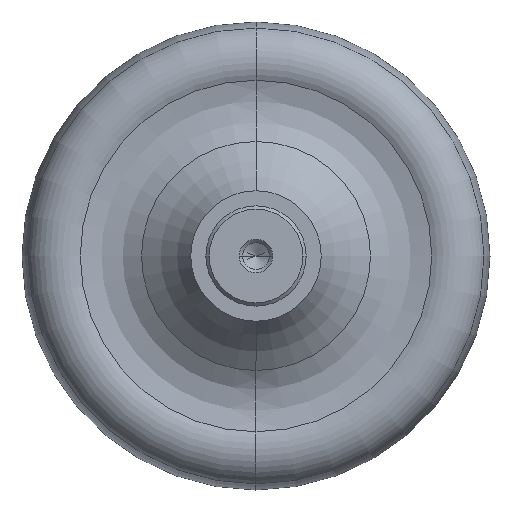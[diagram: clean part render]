
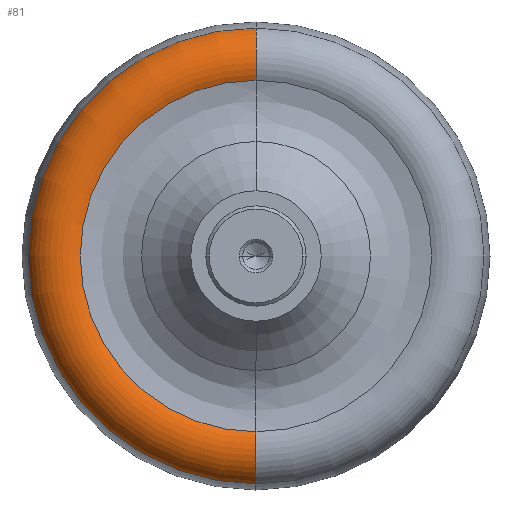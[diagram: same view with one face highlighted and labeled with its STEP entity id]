
A CAD part, left-side view. The second image highlights one B-rep face of the part: STEP entity #81.
In plain terms, the highlighted toroidal (fillet/blend) face has major radius 58 mm and minor radius 11 mm.
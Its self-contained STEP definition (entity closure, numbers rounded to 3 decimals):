
#81 = ADVANCED_FACE( '', ( #122 ), #123, .T. );
#122 = FACE_OUTER_BOUND( '', #193, .T. );
#123 = TOROIDAL_SURFACE( '', #194, 58., 11. );
#193 = EDGE_LOOP( '', ( #295, #296, #297, #298, #299, #300 ) );
#194 = AXIS2_PLACEMENT_3D( '', #301, #302, #303 );
#295 = ORIENTED_EDGE( '', *, *, #529, .F. );
#296 = ORIENTED_EDGE( '', *, *, #530, .T. );
#297 = ORIENTED_EDGE( '', *, *, #531, .T. );
#298 = ORIENTED_EDGE( '', *, *, #532, .F. );
#299 = ORIENTED_EDGE( '', *, *, #533, .F. );
#300 = ORIENTED_EDGE( '', *, *, #534, .F. );
#301 = CARTESIAN_POINT( '', ( 36., 0., 0. ) );
#302 = DIRECTION( '', ( -1., 0., 0. ) );
#303 = DIRECTION( '', ( 0., 0., 1. ) );
#529 = EDGE_CURVE( '', #623, #620, #624, .T. );
#530 = EDGE_CURVE( '', #623, #625, #626, .T. );
#531 = EDGE_CURVE( '', #625, #627, #628, .T. );
#532 = EDGE_CURVE( '', #618, #627, #629, .T. );
#533 = EDGE_CURVE( '', #630, #618, #631, .T. );
#534 = EDGE_CURVE( '', #620, #630, #632, .T. );
#618 = VERTEX_POINT( '', #747 );
#620 = VERTEX_POINT( '', #749 );
#623 = VERTEX_POINT( '', #752 );
#624 = CIRCLE( '', #753, 11. );
#625 = VERTEX_POINT( '', #754 );
#626 = CIRCLE( '', #755, 68.159 );
#627 = VERTEX_POINT( '', #756 );
#628 = CIRCLE( '', #757, 68.159 );
#629 = CIRCLE( '', #758, 11. );
#630 = VERTEX_POINT( '', #759 );
#631 = CIRCLE( '', #760, 52.566 );
#632 = CIRCLE( '', #761, 52.566 );
#747 = CARTESIAN_POINT( '', ( 26.436, 0., -52.566 ) );
#749 = CARTESIAN_POINT( '', ( 26.436, 0., 52.566 ) );
#752 = CARTESIAN_POINT( '', ( 31.782, 0., 68.159 ) );
#753 = AXIS2_PLACEMENT_3D( '', #900, #901, #902 );
#754 = CARTESIAN_POINT( '', ( 31.782, 68.159, 0. ) );
#755 = AXIS2_PLACEMENT_3D( '', #903, #904, #905 );
#756 = CARTESIAN_POINT( '', ( 31.782, 0., -68.159 ) );
#757 = AXIS2_PLACEMENT_3D( '', #906, #907, #908 );
#758 = AXIS2_PLACEMENT_3D( '', #909, #910, #911 );
#759 = CARTESIAN_POINT( '', ( 26.436, 52.566, 0. ) );
#760 = AXIS2_PLACEMENT_3D( '', #912, #913, #914 );
#761 = AXIS2_PLACEMENT_3D( '', #915, #916, #917 );
#900 = CARTESIAN_POINT( '', ( 36., 0., 58. ) );
#901 = DIRECTION( '', ( 0., -1., 0. ) );
#902 = DIRECTION( '', ( 0., 0., 1. ) );
#903 = CARTESIAN_POINT( '', ( 31.782, 0., 0. ) );
#904 = DIRECTION( '', ( -1., 0., 0. ) );
#905 = DIRECTION( '', ( 0., 1., 0. ) );
#906 = CARTESIAN_POINT( '', ( 31.782, 0., 0. ) );
#907 = DIRECTION( '', ( -1., 0., 0. ) );
#908 = DIRECTION( '', ( 0., 1., 0. ) );
#909 = CARTESIAN_POINT( '', ( 36., 0., -58. ) );
#910 = DIRECTION( '', ( 0., -1., 0. ) );
#911 = DIRECTION( '', ( 0., 0., -1. ) );
#912 = CARTESIAN_POINT( '', ( 26.436, 0., 0. ) );
#913 = DIRECTION( '', ( -1., 0., 0. ) );
#914 = DIRECTION( '', ( 0., 1., 0. ) );
#915 = CARTESIAN_POINT( '', ( 26.436, 0., 0. ) );
#916 = DIRECTION( '', ( -1., 0., 0. ) );
#917 = DIRECTION( '', ( 0., 1., 0. ) );
